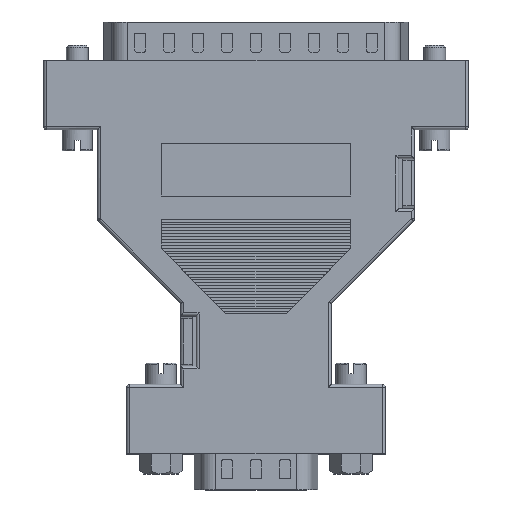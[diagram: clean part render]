
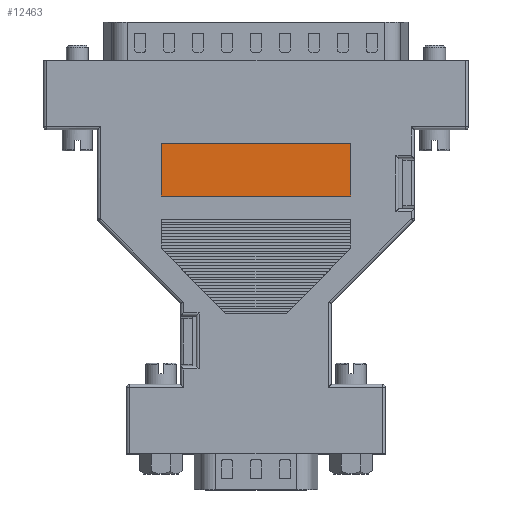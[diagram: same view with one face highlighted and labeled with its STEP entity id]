
A CAD part, top view. The second image highlights one B-rep face of the part: STEP entity #12463.
In plain terms, the highlighted planar face has unit normal (0, 0, 1).
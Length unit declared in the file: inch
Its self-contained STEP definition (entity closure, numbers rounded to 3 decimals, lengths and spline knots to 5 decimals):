
#4365 = DIRECTION ( 'NONE',  ( 1., 0., 0. ) ) ;
#4366 = VECTOR ( 'NONE', #4365, 39.37008 ) ;
#4367 = CARTESIAN_POINT ( 'NONE',  ( 0.49, 0.316, 0.315 ) ) ;
#4368 = LINE ( 'NONE', #4367, #4366 ) ;
#4379 = CARTESIAN_POINT ( 'NONE',  ( 0.49, 0.316, 0.315 ) ) ;
#4380 = DIRECTION ( 'NONE',  ( 0., 1., 0. ) ) ;
#4381 = VECTOR ( 'NONE', #4380, 39.37008 ) ;
#4382 = CARTESIAN_POINT ( 'NONE',  ( 0.49, 0.59, 0.315 ) ) ;
#4383 = LINE ( 'NONE', #4382, #4381 ) ;
#4389 = CARTESIAN_POINT ( 'NONE',  ( -0.49, 0.316, 0.315 ) ) ;
#4414 = CARTESIAN_POINT ( 'NONE',  ( 0.49, 0.59, 0.315 ) ) ;
#4415 = DIRECTION ( 'NONE',  ( -1., 0., 0. ) ) ;
#4416 = VECTOR ( 'NONE', #4415, 39.37008 ) ;
#4417 = CARTESIAN_POINT ( 'NONE',  ( -0.49, 0.59, 0.315 ) ) ;
#4418 = LINE ( 'NONE', #4417, #4416 ) ;
#4452 = CARTESIAN_POINT ( 'NONE',  ( -0.49, 0.59, 0.315 ) ) ;
#4453 = DIRECTION ( 'NONE',  ( 0., -1., 0. ) ) ;
#4454 = VECTOR ( 'NONE', #4453, 39.37008 ) ;
#4455 = CARTESIAN_POINT ( 'NONE',  ( -0.49, 0.316, 0.315 ) ) ;
#4456 = LINE ( 'NONE', #4455, #4454 ) ;
#4475 = DIRECTION ( 'NONE',  ( 1., 0., 0. ) ) ;
#4476 = DIRECTION ( 'NONE',  ( 0., 0., 1. ) ) ;
#4477 = CARTESIAN_POINT ( 'NONE',  ( -0.49, 0.316, 0.315 ) ) ;
#4478 = AXIS2_PLACEMENT_3D ( 'NONE', #4477, #4476, #4475 ) ;
#4479 = PLANE ( 'NONE',  #4478 ) ;
#4480 = FACE_OUTER_BOUND ( 'NONE', #12464, .T. ) ;
#12398 = EDGE_CURVE ( 'NONE', #12399, #12415, #4383, .T. ) ;
#12399 = VERTEX_POINT ( 'NONE', #4379 ) ;
#12407 = EDGE_CURVE ( 'NONE', #12430, #12399, #4368, .T. ) ;
#12414 = EDGE_CURVE ( 'NONE', #12415, #12433, #4418, .T. ) ;
#12415 = VERTEX_POINT ( 'NONE', #4414 ) ;
#12430 = VERTEX_POINT ( 'NONE', #4389 ) ;
#12432 = EDGE_CURVE ( 'NONE', #12433, #12430, #4456, .T. ) ;
#12433 = VERTEX_POINT ( 'NONE', #4452 ) ;
#12463 = ADVANCED_FACE ( 'NONE', ( #4480 ), #4479, .T. ) ;
#12464 = EDGE_LOOP ( 'NONE', ( #12465, #12466, #12467, #12468 ) ) ;
#12465 = ORIENTED_EDGE ( 'NONE', *, *, #12432, .T. ) ;
#12466 = ORIENTED_EDGE ( 'NONE', *, *, #12407, .T. ) ;
#12467 = ORIENTED_EDGE ( 'NONE', *, *, #12398, .T. ) ;
#12468 = ORIENTED_EDGE ( 'NONE', *, *, #12414, .T. ) ;
